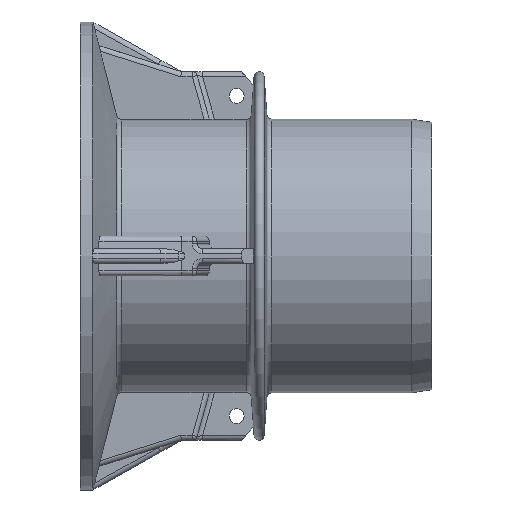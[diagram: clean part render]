
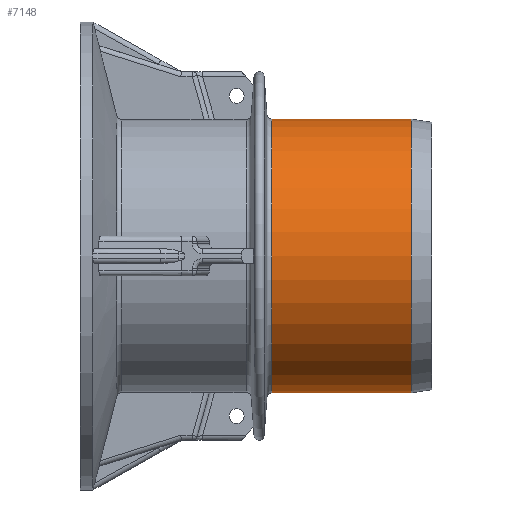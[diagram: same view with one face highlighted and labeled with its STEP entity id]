
A CAD part, left-side view. The second image highlights one B-rep face of the part: STEP entity #7148.
In plain terms, the highlighted cylindrical face has radius 55 mm (diameter 110 mm), a full revolution.
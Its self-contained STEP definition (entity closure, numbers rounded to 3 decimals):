
#71=FACE_BOUND('',#2048,.T.);
#72=FACE_BOUND('',#2049,.T.);
#294=LINE('',#12411,#803);
#297=LINE('',#12416,#806);
#803=VECTOR('',#8360,22.032);
#806=VECTOR('',#8365,22.032);
#1595=FACE_OUTER_BOUND('',#2047,.T.);
#2047=EDGE_LOOP('',(#5646));
#2048=EDGE_LOOP('',(#5647));
#2049=EDGE_LOOP('',(#5648,#5649,#5650,#5651,#5652,#5653,#5654,#5655));
#2438=B_SPLINE_CURVE_WITH_KNOTS('',3,(#12381,#12382,#12383,#12384,#12385,
#12386,#12387,#12388,#12389,#12390),.UNSPECIFIED.,.F.,.F.,(4,2,2,2,4),(1.031,
1.153,1.275,1.413,1.551),
 .UNSPECIFIED.);
#2439=B_SPLINE_CURVE_WITH_KNOTS('',3,(#12399,#12400,#12401,#12402,#12403,
#12404,#12405,#12406,#12407,#12408),.UNSPECIFIED.,.F.,.F.,(4,2,2,2,4),(-0.513,
-0.378,-0.244,-0.122,0.),
 .UNSPECIFIED.);
#2440=B_SPLINE_CURVE_WITH_KNOTS('',3,(#12419,#12420,#12421,#12422,#12423,
#12424,#12425,#12426,#12427,#12428),.UNSPECIFIED.,.F.,.F.,(4,2,2,2,4),(0.512,
0.65,0.788,0.91,1.031),
 .UNSPECIFIED.);
#2441=B_SPLINE_CURVE_WITH_KNOTS('',3,(#12433,#12434,#12435,#12436,#12437,
#12438,#12439,#12440,#12441,#12442),.UNSPECIFIED.,.F.,.F.,(4,2,2,2,4),(0.,
0.125,0.25,0.382,0.513),
 .UNSPECIFIED.);
#2678=CIRCLE('',#7464,55.);
#2679=CIRCLE('',#7471,55.);
#2746=CIRCLE('',#7659,55.);
#2747=CIRCLE('',#7660,55.);
#3050=VERTEX_POINT('',#12378);
#3051=VERTEX_POINT('',#12380);
#3052=VERTEX_POINT('',#12393);
#3053=VERTEX_POINT('',#12397);
#3054=VERTEX_POINT('',#12410);
#3055=VERTEX_POINT('',#12414);
#3056=VERTEX_POINT('',#12418);
#3057=VERTEX_POINT('',#12431);
#3244=VERTEX_POINT('',#13813);
#3245=VERTEX_POINT('',#13815);
#3807=EDGE_CURVE('',#3051,#3050,#2438,.T.);
#3810=EDGE_CURVE('',#3050,#3052,#2678,.T.);
#3812=EDGE_CURVE('',#3052,#3053,#2439,.T.);
#3813=EDGE_CURVE('',#3054,#3051,#294,.T.);
#3816=EDGE_CURVE('',#3053,#3055,#297,.T.);
#3817=EDGE_CURVE('',#3056,#3054,#2440,.T.);
#3820=EDGE_CURVE('',#3055,#3057,#2441,.T.);
#3821=EDGE_CURVE('',#3057,#3056,#2679,.T.);
#4101=EDGE_CURVE('',#3244,#3244,#2746,.T.);
#4102=EDGE_CURVE('',#3245,#3245,#2747,.T.);
#5646=ORIENTED_EDGE('',*,*,#4101,.F.);
#5647=ORIENTED_EDGE('',*,*,#4102,.T.);
#5648=ORIENTED_EDGE('',*,*,#3807,.T.);
#5649=ORIENTED_EDGE('',*,*,#3810,.T.);
#5650=ORIENTED_EDGE('',*,*,#3812,.T.);
#5651=ORIENTED_EDGE('',*,*,#3816,.T.);
#5652=ORIENTED_EDGE('',*,*,#3820,.T.);
#5653=ORIENTED_EDGE('',*,*,#3821,.T.);
#5654=ORIENTED_EDGE('',*,*,#3817,.T.);
#5655=ORIENTED_EDGE('',*,*,#3813,.T.);
#6816=CYLINDRICAL_SURFACE('',#7658,55.);
#7148=ADVANCED_FACE('',(#1595,#71,#72),#6816,.T.);
#7464=AXIS2_PLACEMENT_3D('',#12395,#8353,#8354);
#7471=AXIS2_PLACEMENT_3D('',#12444,#8374,#8375);
#7658=AXIS2_PLACEMENT_3D('',#13812,#8879,#8880);
#7659=AXIS2_PLACEMENT_3D('',#13814,#8881,#8882);
#7660=AXIS2_PLACEMENT_3D('',#13816,#8883,#8884);
#8353=DIRECTION('center_axis',(0.,-1.,0.));
#8354=DIRECTION('ref_axis',(-1.,0.,0.));
#8360=DIRECTION('',(0.,-1.,0.));
#8365=DIRECTION('',(0.,1.,0.));
#8374=DIRECTION('center_axis',(0.,1.,0.));
#8375=DIRECTION('ref_axis',(-1.,0.,0.));
#8879=DIRECTION('center_axis',(0.,1.,0.));
#8880=DIRECTION('ref_axis',(-1.,0.,0.));
#8881=DIRECTION('center_axis',(0.,1.,0.));
#8882=DIRECTION('ref_axis',(1.,0.,0.));
#8883=DIRECTION('center_axis',(0.,1.,0.));
#8884=DIRECTION('ref_axis',(1.,0.,0.));
#12378=CARTESIAN_POINT('',(49.56,-2.527,-23.85));
#12380=CARTESIAN_POINT('',(47.866,0.713,-27.09));
#12381=CARTESIAN_POINT('Ctrl Pts',(47.866,0.713,-27.09));
#12382=CARTESIAN_POINT('Ctrl Pts',(47.866,0.307,-27.09));
#12383=CARTESIAN_POINT('Ctrl Pts',(47.912,-0.121,
-27.009));
#12384=CARTESIAN_POINT('Ctrl Pts',(48.089,-0.899,-26.692));
#12385=CARTESIAN_POINT('Ctrl Pts',(48.219,-1.249,-26.457));
#12386=CARTESIAN_POINT('Ctrl Pts',(48.523,-1.836,-25.897));
#12387=CARTESIAN_POINT('Ctrl Pts',(48.722,-2.098,-25.523));
#12388=CARTESIAN_POINT('Ctrl Pts',(49.141,-2.444,-24.707));
#12389=CARTESIAN_POINT('Ctrl Pts',(49.36,-2.527,-24.265));
#12390=CARTESIAN_POINT('Ctrl Pts',(49.56,-2.527,-23.85));
#12393=CARTESIAN_POINT('',(50.619,-2.527,21.51));
#12395=CARTESIAN_POINT('Origin',(0.,-2.527,0.));
#12397=CARTESIAN_POINT('',(49.117,0.713,24.75));
#12399=CARTESIAN_POINT('Ctrl Pts',(50.619,-2.527,21.51));
#12400=CARTESIAN_POINT('Ctrl Pts',(50.444,-2.527,21.923));
#12401=CARTESIAN_POINT('Ctrl Pts',(50.25,-2.444,22.363));
#12402=CARTESIAN_POINT('Ctrl Pts',(49.881,-2.101,23.176));
#12403=CARTESIAN_POINT('Ctrl Pts',(49.705,-1.841,23.548));
#12404=CARTESIAN_POINT('Ctrl Pts',(49.434,-1.257,24.111));
#12405=CARTESIAN_POINT('Ctrl Pts',(49.317,-0.904,
24.349));
#12406=CARTESIAN_POINT('Ctrl Pts',(49.158,-0.123,
24.669));
#12407=CARTESIAN_POINT('Ctrl Pts',(49.117,0.307,24.75));
#12408=CARTESIAN_POINT('Ctrl Pts',(49.117,0.713,24.75));
#12410=CARTESIAN_POINT('',(47.866,22.745,-27.09));
#12411=CARTESIAN_POINT('',(47.866,3.315,-27.09));
#12414=CARTESIAN_POINT('',(49.117,22.745,24.75));
#12416=CARTESIAN_POINT('',(49.117,3.315,24.75));
#12418=CARTESIAN_POINT('',(49.56,25.985,-23.85));
#12419=CARTESIAN_POINT('Ctrl Pts',(49.56,25.985,-23.85));
#12420=CARTESIAN_POINT('Ctrl Pts',(49.36,25.985,-24.265));
#12421=CARTESIAN_POINT('Ctrl Pts',(49.141,25.901,-24.707));
#12422=CARTESIAN_POINT('Ctrl Pts',(48.722,25.555,-25.523));
#12423=CARTESIAN_POINT('Ctrl Pts',(48.523,25.293,-25.897));
#12424=CARTESIAN_POINT('Ctrl Pts',(48.219,24.706,-26.457));
#12425=CARTESIAN_POINT('Ctrl Pts',(48.089,24.356,-26.692));
#12426=CARTESIAN_POINT('Ctrl Pts',(47.912,23.578,-27.009));
#12427=CARTESIAN_POINT('Ctrl Pts',(47.866,23.15,-27.09));
#12428=CARTESIAN_POINT('Ctrl Pts',(47.866,22.745,-27.09));
#12431=CARTESIAN_POINT('',(50.619,25.985,21.51));
#12433=CARTESIAN_POINT('Ctrl Pts',(49.117,22.745,24.75));
#12434=CARTESIAN_POINT('Ctrl Pts',(49.117,23.161,24.75));
#12435=CARTESIAN_POINT('Ctrl Pts',(49.16,23.601,24.664));
#12436=CARTESIAN_POINT('Ctrl Pts',(49.327,24.398,24.329));
#12437=CARTESIAN_POINT('Ctrl Pts',(49.45,24.756,24.08));
#12438=CARTESIAN_POINT('Ctrl Pts',(49.724,25.329,23.507));
#12439=CARTESIAN_POINT('Ctrl Pts',(49.897,25.577,23.14));
#12440=CARTESIAN_POINT('Ctrl Pts',(50.259,25.905,22.343));
#12441=CARTESIAN_POINT('Ctrl Pts',(50.448,25.985,21.913));
#12442=CARTESIAN_POINT('Ctrl Pts',(50.619,25.985,21.51));
#12444=CARTESIAN_POINT('Origin',(0.,25.985,0.));
#13812=CARTESIAN_POINT('Origin',(0.,3.315,0.));
#13813=CARTESIAN_POINT('',(-55.,30.433,0.));
#13814=CARTESIAN_POINT('Origin',(0.,30.433,0.));
#13815=CARTESIAN_POINT('',(-55.,-25.667,0.));
#13816=CARTESIAN_POINT('Origin',(0.,-25.667,0.));
